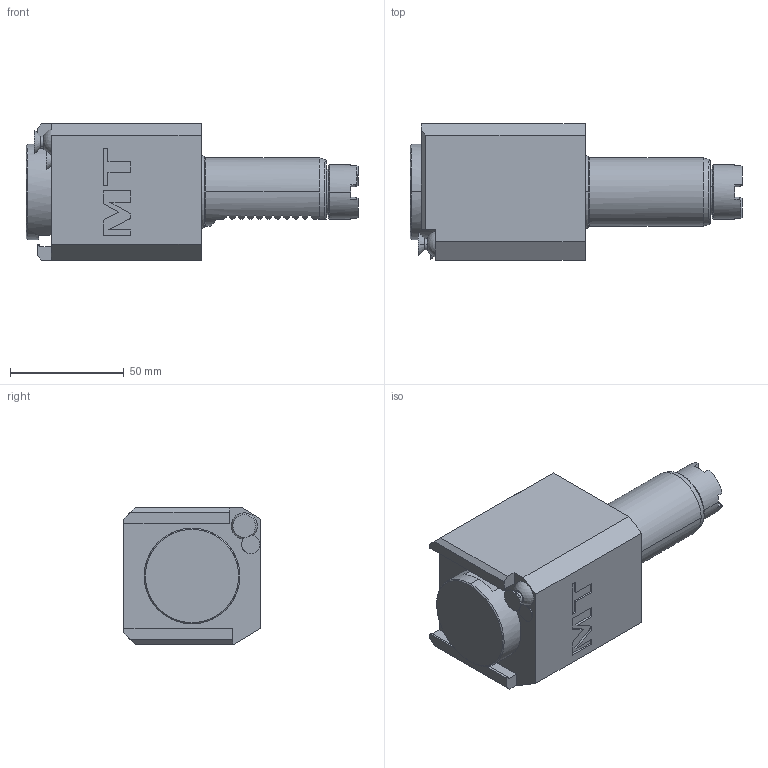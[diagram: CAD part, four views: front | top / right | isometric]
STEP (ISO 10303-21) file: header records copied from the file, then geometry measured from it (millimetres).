
FILE_DESCRIPTION((''),'2;1');
FILE_NAME('OKU1800425_CONF','2024-12-06T17:14:31',('fpalella'),('M.T. srl'),'CREO PARAMETRIC BY PTC INC, 2023352','CREO PARAMETRIC BY PTC INC, 2023352','');
FILE_SCHEMA(('CONFIG_CONTROL_DESIGN'));
Length unit declared in the file: millimetre
Products named in the file (1): OKU1800425_CONF
Bounding box: 146 x 60 x 60 mm (x, y, z)
Volume: 288701.7 mm3; surface area: 33799.4 mm2
Topology: 1 solids, 1 shells, 215 faces, 571 edges, 372 vertices
Faces by surface type: plane 140, cylinder 44, cone 19, torus 7, extrusion 4, sphere 1
Entity records: 7057 total; most frequent: CARTESIAN_POINT 1793, ORIENTED_EDGE 1134, DIRECTION 1002, EDGE_CURVE 567, VERTEX_POINT 372, VECTOR 342, LINE 338, AXIS2_PLACEMENT_3D 330
